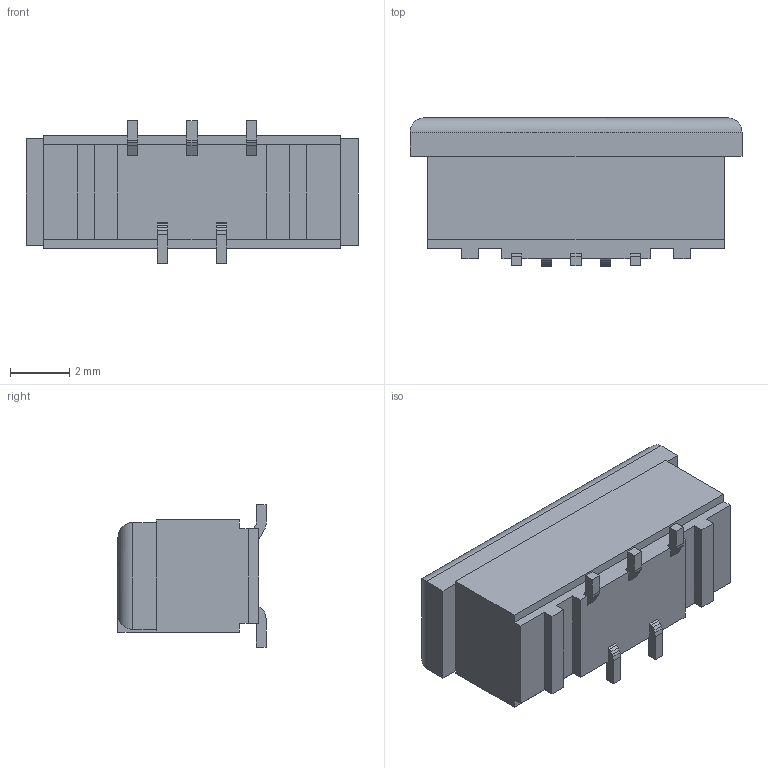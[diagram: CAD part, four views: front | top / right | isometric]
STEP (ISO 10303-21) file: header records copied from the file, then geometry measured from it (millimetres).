
FILE_DESCRIPTION(('STEP AP214'),'1');
FILE_NAME('ffc_fpc_affc10-05-100-svs-t.stp','2015-04-30T10:15:02',('TraceParts'),('TraceParts S.A.'),'XStep 1.0',' ',' ');
FILE_SCHEMA(('automotive_design'));
Length unit declared in the file: millimetre
Products named in the file (1): 1
Bounding box: 11.2 x 5 x 4.8 mm (x, y, z)
Volume: 165.8 mm3; surface area: 274.7 mm2
Topology: 1 solids, 1 shells, 240 faces, 706 edges, 468 vertices
Faces by surface type: plane 235, cylinder 5
Entity records: 15638 total; most frequent: CARTESIAN_POINT 1415, STYLED_ITEM 1414, PRESENTATION_STYLE_ASSIGNMENT 1414, COLOUR_RGB 1414, ORIENTED_EDGE 1412, DIRECTION 1194, EDGE_CURVE 706, CURVE_STYLE 706
